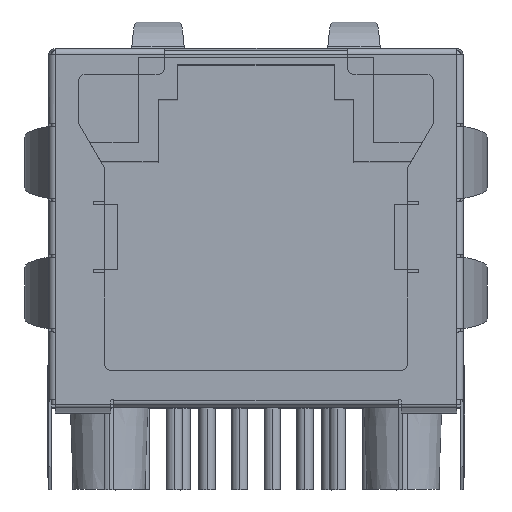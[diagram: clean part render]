
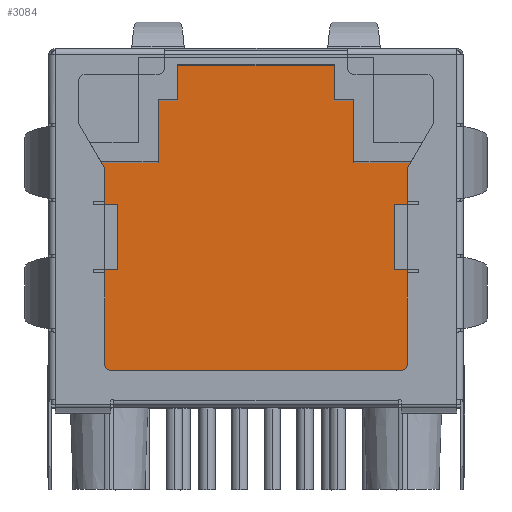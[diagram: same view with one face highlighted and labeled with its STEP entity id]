
A CAD part, top view. The second image highlights one B-rep face of the part: STEP entity #3084.
In plain terms, the highlighted planar face has unit normal (0, 0, 1).
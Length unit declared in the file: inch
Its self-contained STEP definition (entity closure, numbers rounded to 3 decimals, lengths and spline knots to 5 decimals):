
#115 = CARTESIAN_POINT ( 'NONE',  ( -0.2215, -0.20928, -0.754 ) ) ;
#177 = VERTEX_POINT ( 'NONE', #12779 ) ;
#317 = CARTESIAN_POINT ( 'NONE',  ( -0.15, 0.101, -0.754 ) ) ;
#421 = VECTOR ( 'NONE', #15739, 39.37008 ) ;
#754 = EDGE_CURVE ( 'NONE', #177, #4577, #7622, .T. ) ;
#759 = VECTOR ( 'NONE', #3947, 39.37008 ) ;
#792 = DIRECTION ( 'NONE',  ( 1., 0., 0. ) ) ;
#798 = DIRECTION ( 'NONE',  ( 0., 1., 0. ) ) ;
#862 = ORIENTED_EDGE ( 'NONE', *, *, #4656, .T. ) ;
#876 = DIRECTION ( 'NONE',  ( 0., 0., 1. ) ) ;
#907 = DIRECTION ( 'NONE',  ( 0., -1., 0. ) ) ;
#1124 = LINE ( 'NONE', #5805, #2983 ) ;
#1166 = VERTEX_POINT ( 'NONE', #15514 ) ;
#1328 = CARTESIAN_POINT ( 'NONE',  ( 0.23744, 0.101, -0.754 ) ) ;
#1459 = ORIENTED_EDGE ( 'NONE', *, *, #9689, .T. ) ;
#1481 = CARTESIAN_POINT ( 'NONE',  ( 0.23744, 0.101, -0.754 ) ) ;
#1773 = EDGE_CURVE ( 'NONE', #13283, #16354, #10486, .T. ) ;
#1781 = CARTESIAN_POINT ( 'NONE',  ( 0.2315, -0.20928, -0.754 ) ) ;
#1833 = ORIENTED_EDGE ( 'NONE', *, *, #2974, .F. ) ;
#1902 = CARTESIAN_POINT ( 'NONE',  ( -0.12, 0.1955, -0.754 ) ) ;
#2123 = LINE ( 'NONE', #1902, #13560 ) ;
#2642 = CARTESIAN_POINT ( 'NONE',  ( 0.15, 0.101, -0.754 ) ) ;
#2776 = FACE_OUTER_BOUND ( 'NONE', #4621, .T. ) ;
#2811 = CARTESIAN_POINT ( 'NONE',  ( -0.12, 0.25, -0.754 ) ) ;
#2812 = DIRECTION ( 'NONE',  ( 1., 0., 0. ) ) ;
#2853 = VECTOR ( 'NONE', #12587, 39.37008 ) ;
#2947 = ORIENTED_EDGE ( 'NONE', *, *, #16047, .F. ) ;
#2974 = EDGE_CURVE ( 'NONE', #6260, #5303, #13355, .T. ) ;
#2983 = VECTOR ( 'NONE', #14151, 39.37008 ) ;
#3084 = ADVANCED_FACE ( 'NONE', ( #2776 ), #16687, .T. ) ;
#3105 = DIRECTION ( 'NONE',  ( 0.5, -0.866, 0. ) ) ;
#3230 = VECTOR ( 'NONE', #14787, 39.37008 ) ;
#3347 = DIRECTION ( 'NONE',  ( 0., -1., 0. ) ) ;
#3606 = CARTESIAN_POINT ( 'NONE',  ( -0.23744, 0.101, -0.754 ) ) ;
#3713 = ORIENTED_EDGE ( 'NONE', *, *, #754, .F. ) ;
#3947 = DIRECTION ( 'NONE',  ( 1., 0., 0. ) ) ;
#4280 = CARTESIAN_POINT ( 'NONE',  ( -0.2215, -0.21928, -0.754 ) ) ;
#4376 = ORIENTED_EDGE ( 'NONE', *, *, #4543, .F. ) ;
#4387 = EDGE_CURVE ( 'NONE', #5303, #1166, #9123, .T. ) ;
#4396 = VERTEX_POINT ( 'NONE', #1781 ) ;
#4518 = VERTEX_POINT ( 'NONE', #6353 ) ;
#4543 = EDGE_CURVE ( 'NONE', #13374, #6877, #7443, .T. ) ;
#4577 = VERTEX_POINT ( 'NONE', #2642 ) ;
#4621 = EDGE_LOOP ( 'NONE', ( #15794, #3713, #12030, #4376, #2947, #15033, #12989, #7258, #1833, #15422, #5244, #5698, #7296, #1459, #862, #11746 ) ) ;
#4656 = EDGE_CURVE ( 'NONE', #4396, #10159, #16562, .T. ) ;
#5244 = ORIENTED_EDGE ( 'NONE', *, *, #1773, .T. ) ;
#5303 = VERTEX_POINT ( 'NONE', #317 ) ;
#5367 = CARTESIAN_POINT ( 'NONE',  ( -0.2315, 0.09072, -0.754 ) ) ;
#5698 = ORIENTED_EDGE ( 'NONE', *, *, #9582, .T. ) ;
#5740 = CARTESIAN_POINT ( 'NONE',  ( 0.2315, 0.09072, -0.754 ) ) ;
#5805 = CARTESIAN_POINT ( 'NONE',  ( 0.25476, 0.131, -0.754 ) ) ;
#6124 = CARTESIAN_POINT ( 'NONE',  ( 0.15, 0.1955, -0.754 ) ) ;
#6232 = CARTESIAN_POINT ( 'NONE',  ( -0.2315, 0.09072, -0.754 ) ) ;
#6260 = VERTEX_POINT ( 'NONE', #3606 ) ;
#6335 = LINE ( 'NONE', #4280, #12952 ) ;
#6353 = CARTESIAN_POINT ( 'NONE',  ( -0.12, 0.1955, -0.754 ) ) ;
#6877 = VERTEX_POINT ( 'NONE', #7380 ) ;
#7001 = LINE ( 'NONE', #8806, #13432 ) ;
#7147 = EDGE_CURVE ( 'NONE', #8317, #16705, #6335, .T. ) ;
#7258 = ORIENTED_EDGE ( 'NONE', *, *, #4387, .F. ) ;
#7296 = ORIENTED_EDGE ( 'NONE', *, *, #7147, .T. ) ;
#7380 = CARTESIAN_POINT ( 'NONE',  ( 0.12, 0.1955, -0.754 ) ) ;
#7443 = LINE ( 'NONE', #17072, #7869 ) ;
#7533 = CARTESIAN_POINT ( 'NONE',  ( 0.2215, -0.20928, -0.754 ) ) ;
#7622 = LINE ( 'NONE', #15242, #8428 ) ;
#7869 = VECTOR ( 'NONE', #15667, 39.37008 ) ;
#8317 = VERTEX_POINT ( 'NONE', #15934 ) ;
#8428 = VECTOR ( 'NONE', #3347, 39.37008 ) ;
#8697 = AXIS2_PLACEMENT_3D ( 'NONE', #115, #10612, #2812 ) ;
#8727 = DIRECTION ( 'NONE',  ( 0., 0., 1. ) ) ;
#8747 = DIRECTION ( 'NONE',  ( 1., 0., 0. ) ) ;
#8806 = CARTESIAN_POINT ( 'NONE',  ( -0.15, 0.1955, -0.754 ) ) ;
#9123 = LINE ( 'NONE', #12535, #2853 ) ;
#9582 = EDGE_CURVE ( 'NONE', #16354, #8317, #11562, .T. ) ;
#9689 = EDGE_CURVE ( 'NONE', #16705, #4396, #13422, .T. ) ;
#9760 = CARTESIAN_POINT ( 'NONE',  ( -0.25476, 0.131, -0.754 ) ) ;
#9827 = AXIS2_PLACEMENT_3D ( 'NONE', #7533, #8727, #10111 ) ;
#9830 = VECTOR ( 'NONE', #16630, 39.37008 ) ;
#10111 = DIRECTION ( 'NONE',  ( -1., 0., 0. ) ) ;
#10159 = VERTEX_POINT ( 'NONE', #13847 ) ;
#10256 = EDGE_CURVE ( 'NONE', #10159, #15335, #1124, .T. ) ;
#10486 = LINE ( 'NONE', #6232, #14217 ) ;
#10612 = DIRECTION ( 'NONE',  ( 0., 0., 1. ) ) ;
#10735 = CARTESIAN_POINT ( 'NONE',  ( -0.2315, -0.20928, -0.754 ) ) ;
#10974 = CARTESIAN_POINT ( 'NONE',  ( 0.12, 0.25, -0.754 ) ) ;
#11210 = CARTESIAN_POINT ( 'NONE',  ( -0.12, 0.25, -0.754 ) ) ;
#11284 = EDGE_CURVE ( 'NONE', #4518, #15337, #2123, .T. ) ;
#11305 = EDGE_CURVE ( 'NONE', #6877, #177, #14990, .T. ) ;
#11463 = CARTESIAN_POINT ( 'NONE',  ( -0.2215, -0.20928, -0.754 ) ) ;
#11562 = CIRCLE ( 'NONE', #8697, 0.01 ) ;
#11746 = ORIENTED_EDGE ( 'NONE', *, *, #10256, .T. ) ;
#11817 = LINE ( 'NONE', #9760, #14723 ) ;
#12000 = VECTOR ( 'NONE', #792, 39.37008 ) ;
#12030 = ORIENTED_EDGE ( 'NONE', *, *, #11305, .F. ) ;
#12409 = LINE ( 'NONE', #1328, #759 ) ;
#12535 = CARTESIAN_POINT ( 'NONE',  ( -0.15, 0.101, -0.754 ) ) ;
#12587 = DIRECTION ( 'NONE',  ( 0., 1., 0. ) ) ;
#12735 = DIRECTION ( 'NONE',  ( 1., 0., 0. ) ) ;
#12779 = CARTESIAN_POINT ( 'NONE',  ( 0.15, 0.1955, -0.754 ) ) ;
#12952 = VECTOR ( 'NONE', #13572, 39.37008 ) ;
#12989 = ORIENTED_EDGE ( 'NONE', *, *, #16435, .F. ) ;
#13283 = VERTEX_POINT ( 'NONE', #5367 ) ;
#13355 = LINE ( 'NONE', #15268, #9830 ) ;
#13374 = VERTEX_POINT ( 'NONE', #10974 ) ;
#13422 = CIRCLE ( 'NONE', #9827, 0.01 ) ;
#13432 = VECTOR ( 'NONE', #12735, 39.37008 ) ;
#13560 = VECTOR ( 'NONE', #798, 39.37008 ) ;
#13572 = DIRECTION ( 'NONE',  ( 1., 0., 0. ) ) ;
#13843 = LINE ( 'NONE', #11210, #12000 ) ;
#13847 = CARTESIAN_POINT ( 'NONE',  ( 0.2315, 0.09072, -0.754 ) ) ;
#13919 = AXIS2_PLACEMENT_3D ( 'NONE', #11463, #876, #8747 ) ;
#14072 = EDGE_CURVE ( 'NONE', #4577, #15335, #12409, .T. ) ;
#14151 = DIRECTION ( 'NONE',  ( 0.5, 0.866, 0. ) ) ;
#14217 = VECTOR ( 'NONE', #907, 39.37008 ) ;
#14723 = VECTOR ( 'NONE', #3105, 39.37008 ) ;
#14787 = DIRECTION ( 'NONE',  ( 0., 1., 0. ) ) ;
#14982 = EDGE_CURVE ( 'NONE', #6260, #13283, #11817, .T. ) ;
#14990 = LINE ( 'NONE', #6124, #421 ) ;
#15033 = ORIENTED_EDGE ( 'NONE', *, *, #11284, .F. ) ;
#15242 = CARTESIAN_POINT ( 'NONE',  ( 0.15, 0.101, -0.754 ) ) ;
#15268 = CARTESIAN_POINT ( 'NONE',  ( -0.23744, 0.101, -0.754 ) ) ;
#15335 = VERTEX_POINT ( 'NONE', #1481 ) ;
#15337 = VERTEX_POINT ( 'NONE', #2811 ) ;
#15422 = ORIENTED_EDGE ( 'NONE', *, *, #14982, .T. ) ;
#15514 = CARTESIAN_POINT ( 'NONE',  ( -0.15, 0.1955, -0.754 ) ) ;
#15667 = DIRECTION ( 'NONE',  ( 0., -1., 0. ) ) ;
#15739 = DIRECTION ( 'NONE',  ( 1., 0., 0. ) ) ;
#15794 = ORIENTED_EDGE ( 'NONE', *, *, #14072, .F. ) ;
#15934 = CARTESIAN_POINT ( 'NONE',  ( -0.2215, -0.21928, -0.754 ) ) ;
#16047 = EDGE_CURVE ( 'NONE', #15337, #13374, #13843, .T. ) ;
#16354 = VERTEX_POINT ( 'NONE', #10735 ) ;
#16435 = EDGE_CURVE ( 'NONE', #1166, #4518, #7001, .T. ) ;
#16562 = LINE ( 'NONE', #5740, #3230 ) ;
#16630 = DIRECTION ( 'NONE',  ( 1., 0., 0. ) ) ;
#16687 = PLANE ( 'NONE',  #13919 ) ;
#16705 = VERTEX_POINT ( 'NONE', #17097 ) ;
#17072 = CARTESIAN_POINT ( 'NONE',  ( 0.12, 0.1955, -0.754 ) ) ;
#17097 = CARTESIAN_POINT ( 'NONE',  ( 0.2215, -0.21928, -0.754 ) ) ;
